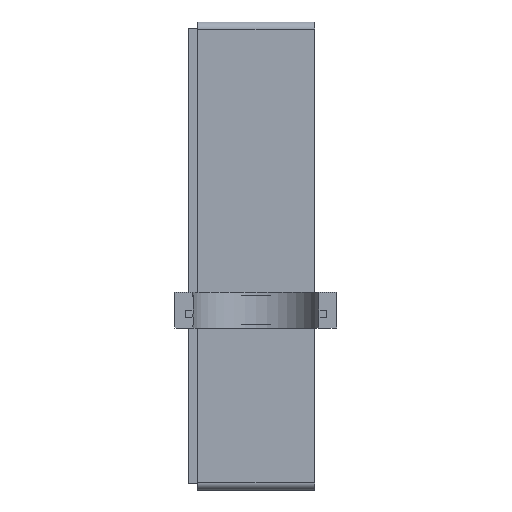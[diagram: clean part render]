
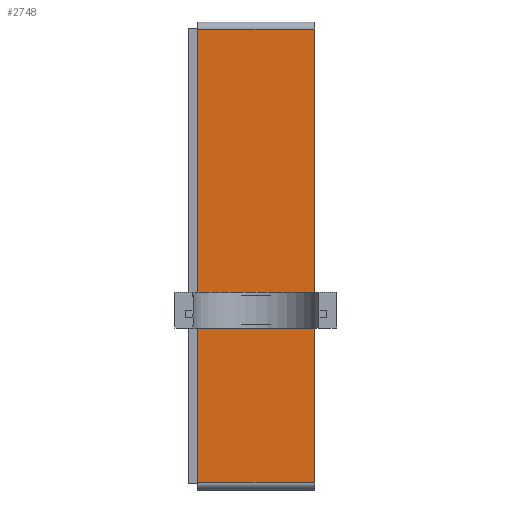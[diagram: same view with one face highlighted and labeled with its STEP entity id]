
A CAD part, left-side view. The second image highlights one B-rep face of the part: STEP entity #2748.
In plain terms, the highlighted planar face has unit normal (-1, 0, 0).
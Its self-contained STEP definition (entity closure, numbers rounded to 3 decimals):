
#9 = VECTOR ( 'NONE', #1664, 1000. ) ;
#29 = EDGE_CURVE ( 'NONE', #2281, #442, #2442, .T. ) ;
#105 = EDGE_CURVE ( 'NONE', #565, #2427, #1249, .T. ) ;
#151 = CARTESIAN_POINT ( 'NONE',  ( 0., 21.25, -84. ) ) ;
#214 = CARTESIAN_POINT ( 'NONE',  ( 0., 0., -2. ) ) ;
#266 = ORIENTED_EDGE ( 'NONE', *, *, #2640, .T. ) ;
#279 = VECTOR ( 'NONE', #1231, 1000. ) ;
#315 = CARTESIAN_POINT ( 'NONE',  ( 0., 11.25, -76. ) ) ;
#324 = VECTOR ( 'NONE', #493, 1000. ) ;
#442 = VERTEX_POINT ( 'NONE', #886 ) ;
#446 = DIRECTION ( 'NONE',  ( 1., 0., 0. ) ) ;
#493 = DIRECTION ( 'NONE',  ( 0., -1., 0. ) ) ;
#506 = LINE ( 'NONE', #2039, #324 ) ;
#565 = VERTEX_POINT ( 'NONE', #315 ) ;
#566 = EDGE_CURVE ( 'NONE', #2614, #903, #1612, .T. ) ;
#611 = CARTESIAN_POINT ( 'NONE',  ( 0., 21.25, -76. ) ) ;
#629 = VERTEX_POINT ( 'NONE', #2054 ) ;
#809 = ORIENTED_EDGE ( 'NONE', *, *, #1866, .T. ) ;
#811 = DIRECTION ( 'NONE',  ( 0., 1., 0. ) ) ;
#821 = VECTOR ( 'NONE', #2668, 1000. ) ;
#858 = FACE_OUTER_BOUND ( 'NONE', #1494, .T. ) ;
#859 = CARTESIAN_POINT ( 'NONE',  ( 0., 21.25, -84. ) ) ;
#886 = CARTESIAN_POINT ( 'NONE',  ( 0., 11.25, -84. ) ) ;
#903 = VERTEX_POINT ( 'NONE', #1936 ) ;
#934 = CARTESIAN_POINT ( 'NONE',  ( 0., 21.25, -84. ) ) ;
#1208 = DIRECTION ( 'NONE',  ( 0., 0., -1. ) ) ;
#1231 = DIRECTION ( 'NONE',  ( 0., 0., 1. ) ) ;
#1249 = LINE ( 'NONE', #611, #2438 ) ;
#1319 = EDGE_LOOP ( 'NONE', ( #2065, #1547, #1445, #1932 ) ) ;
#1328 = DIRECTION ( 'NONE',  ( 0., 0., -1. ) ) ;
#1350 = CARTESIAN_POINT ( 'NONE',  ( 0., 32.5, -128. ) ) ;
#1354 = CARTESIAN_POINT ( 'NONE',  ( 0., 21.25, -76. ) ) ;
#1399 = VECTOR ( 'NONE', #811, 1000. ) ;
#1445 = ORIENTED_EDGE ( 'NONE', *, *, #29, .F. ) ;
#1449 = CARTESIAN_POINT ( 'NONE',  ( 0., 0., 0. ) ) ;
#1471 = DIRECTION ( 'NONE',  ( 0., 1., 0. ) ) ;
#1494 = EDGE_LOOP ( 'NONE', ( #1669, #809, #266, #1649 ) ) ;
#1531 = PLANE ( 'NONE',  #1803 ) ;
#1547 = ORIENTED_EDGE ( 'NONE', *, *, #2289, .F. ) ;
#1612 = LINE ( 'NONE', #2716, #1399 ) ;
#1620 = DIRECTION ( 'NONE',  ( 0., 0., 1. ) ) ;
#1649 = ORIENTED_EDGE ( 'NONE', *, *, #566, .T. ) ;
#1664 = DIRECTION ( 'NONE',  ( 0., 0., 1. ) ) ;
#1669 = ORIENTED_EDGE ( 'NONE', *, *, #2084, .F. ) ;
#1682 = LINE ( 'NONE', #1449, #279 ) ;
#1713 = FACE_BOUND ( 'NONE', #1319, .T. ) ;
#1716 = LINE ( 'NONE', #2153, #9 ) ;
#1803 = AXIS2_PLACEMENT_3D ( 'NONE', #2393, #446, #1328 ) ;
#1819 = CARTESIAN_POINT ( 'NONE',  ( 0., 32.5, -128. ) ) ;
#1866 = EDGE_CURVE ( 'NONE', #1891, #629, #506, .T. ) ;
#1891 = VERTEX_POINT ( 'NONE', #1350 ) ;
#1932 = ORIENTED_EDGE ( 'NONE', *, *, #2231, .F. ) ;
#1936 = CARTESIAN_POINT ( 'NONE',  ( 0., 32.5, -2. ) ) ;
#2039 = CARTESIAN_POINT ( 'NONE',  ( 0., 35., -128. ) ) ;
#2054 = CARTESIAN_POINT ( 'NONE',  ( 0., 0., -128. ) ) ;
#2065 = ORIENTED_EDGE ( 'NONE', *, *, #105, .F. ) ;
#2084 = EDGE_CURVE ( 'NONE', #1891, #903, #2601, .T. ) ;
#2153 = CARTESIAN_POINT ( 'NONE',  ( 0., 11.25, -84. ) ) ;
#2217 = VECTOR ( 'NONE', #1620, 1000. ) ;
#2231 = EDGE_CURVE ( 'NONE', #2427, #2281, #2593, .T. ) ;
#2281 = VERTEX_POINT ( 'NONE', #859 ) ;
#2289 = EDGE_CURVE ( 'NONE', #442, #565, #1716, .T. ) ;
#2393 = CARTESIAN_POINT ( 'NONE',  ( 0., 35., 0. ) ) ;
#2427 = VERTEX_POINT ( 'NONE', #1354 ) ;
#2438 = VECTOR ( 'NONE', #1471, 1000. ) ;
#2442 = LINE ( 'NONE', #934, #821 ) ;
#2593 = LINE ( 'NONE', #151, #2679 ) ;
#2601 = LINE ( 'NONE', #1819, #2217 ) ;
#2614 = VERTEX_POINT ( 'NONE', #214 ) ;
#2640 = EDGE_CURVE ( 'NONE', #629, #2614, #1682, .T. ) ;
#2668 = DIRECTION ( 'NONE',  ( 0., -1., 0. ) ) ;
#2679 = VECTOR ( 'NONE', #1208, 1000. ) ;
#2716 = CARTESIAN_POINT ( 'NONE',  ( 0., 35., -2. ) ) ;
#2748 = ADVANCED_FACE ( 'NONE', ( #858, #1713 ), #1531, .F. ) ;
